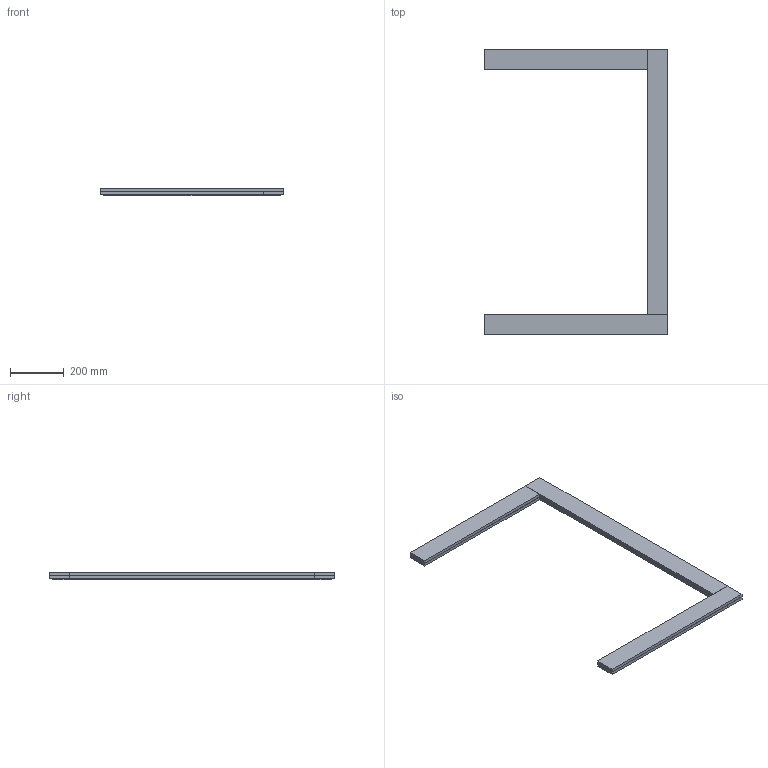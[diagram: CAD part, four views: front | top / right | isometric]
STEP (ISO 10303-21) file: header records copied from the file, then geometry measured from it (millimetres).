
FILE_DESCRIPTION(/* description */ ('STEP AP242 Edition 2','CAx-IF Rec.Pracs.---Representation and Presentation of Product Manufacturing Information (PMI)---4.0---2014-10-13','CAx-IF Rec.Pracs.---3D Tessellated Geometry---0.4---2014-09-14','2;1','CAx-IF Rec.Pracs.---User Defined Attributes---1.5---2016-08-15'),/* implementation_level */ '2;1');
FILE_NAME(/* name */ '695e8fc4a2bbb897d7ce41fe',/* time_stamp */ '2026-01-07T16:54:28Z',/* author */ (''),/* organization */ (''),/* preprocessor_version */ 'ST-DEVELOPER v20',/* originating_system */ 'ONSHAPE BY PTC INC, 1.208',/* authorisation */ ' ');
FILE_SCHEMA (('AP242_MANAGED_MODEL_BASED_3D_ENGINEERING_MIM_LF { 1 0 10303 442 3 1 4 }'));
Length unit declared in the file: metre
Products named in the file (6): TE-26600: TE Depot; Hook Tape, 2in Wide, 37in Long; TE-26602: Depot Side Short Vertical; TE-26603: Depot Side Long Vertical; TE-26601: Depot Front Horizontal; Hook Tape, 2in Wide, 26in Long
Assembly tree (9 placements, depth 2):
  TE-26600: TE Depot
    Hook Tape, 2in Wide, 37in Long
    TE-26602: Depot Side Short Vertical  x2
    TE-26603: Depot Side Long Vertical  x2
    TE-26601: Depot Front Horizontal  x2
    Hook Tape, 2in Wide, 26in Long  x2
Bounding box: 685.8 x 1066.8 x 26.99 mm (x, y, z)
Volume: 4512587.7 mm3; surface area: 1061530.1 mm2
Topology: 9 solids, 9 shells, 54 faces, 108 edges, 72 vertices
Faces by surface type: plane 54
Entity records: 942 total; most frequent: DIRECTION 140, CARTESIAN_POINT 140, ORIENTED_EDGE 120, EDGE_CURVE 60, LINE 60, VECTOR 60, VERTEX_POINT 40, AXIS2_PLACEMENT_3D 40
